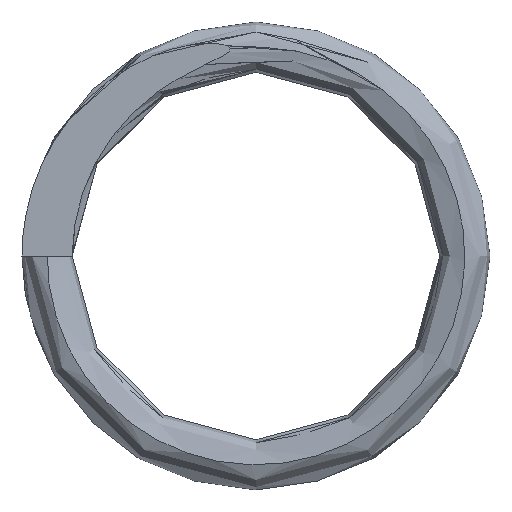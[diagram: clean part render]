
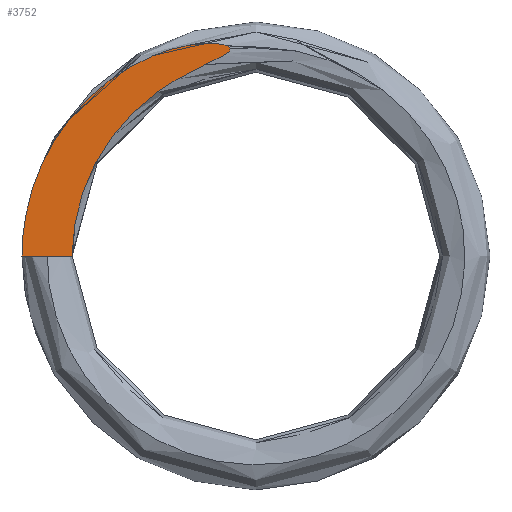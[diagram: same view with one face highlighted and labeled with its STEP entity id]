
A CAD part, left-side view. The second image highlights one B-rep face of the part: STEP entity #3752.
In plain terms, the highlighted planar face has unit normal (-1, 0, 0).
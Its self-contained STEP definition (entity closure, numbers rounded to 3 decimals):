
#38 = CARTESIAN_POINT ( 'NONE',  ( 0., 0.259, 2.068 ) ) ;
#178 = CARTESIAN_POINT ( 'NONE',  ( 0., 2.272, 0.555 ) ) ;
#200 = CARTESIAN_POINT ( 'NONE',  ( 0., 1.815, 0.23 ) ) ;
#222 = CARTESIAN_POINT ( 'NONE',  ( 0., 2.057, 1.063 ) ) ;
#384 = CARTESIAN_POINT ( 'NONE',  ( 0., 0.33, 2.102 ) ) ;
#396 = CARTESIAN_POINT ( 'NONE',  ( 0., 0., 0. ) ) ;
#467 = AXIS2_PLACEMENT_3D ( 'NONE', #396, #4232, #1160 ) ;
#529 = VERTEX_POINT ( 'NONE', #2095 ) ;
#543 = CARTESIAN_POINT ( 'NONE',  ( 0., 2.325, 0. ) ) ;
#566 = CARTESIAN_POINT ( 'NONE',  ( 0., 0.29, 2.013 ) ) ;
#615 = VECTOR ( 'NONE', #3847, 1000. ) ;
#743 = CARTESIAN_POINT ( 'NONE',  ( 0., 0.313, 2.098 ) ) ;
#860 = CARTESIAN_POINT ( 'NONE',  ( 0., 1.909, 1.296 ) ) ;
#904 = CARTESIAN_POINT ( 'NONE',  ( 0., 0.591, 2.107 ) ) ;
#928 = CARTESIAN_POINT ( 'NONE',  ( 0., 0.751, 1.778 ) ) ;
#1083 = CARTESIAN_POINT ( 'NONE',  ( 0., 0.266, 2.075 ) ) ;
#1160 = DIRECTION ( 'NONE',  ( 0., 0., -1. ) ) ;
#1185 = ORIENTED_EDGE ( 'NONE', *, *, #2520, .T. ) ;
#1200 = CARTESIAN_POINT ( 'NONE',  ( 0., 0.258, 2.059 ) ) ;
#1239 = CARTESIAN_POINT ( 'NONE',  ( 0., 1.503, 1.084 ) ) ;
#1264 = CARTESIAN_POINT ( 'NONE',  ( 0., 2.121, 0.938 ) ) ;
#1420 = CARTESIAN_POINT ( 'NONE',  ( 0., 0.382, 2.111 ) ) ;
#1559 = CARTESIAN_POINT ( 'NONE',  ( 0., 1.633, 1.604 ) ) ;
#1583 = CARTESIAN_POINT ( 'NONE',  ( 0., 0.927, 2.032 ) ) ;
#1607 = CARTESIAN_POINT ( 'NONE',  ( 0., 1.825, 0. ) ) ;
#1761 = LINE ( 'NONE', #3139, #615 ) ;
#1895 = CARTESIAN_POINT ( 'NONE',  ( 0., 0.442, 1.932 ) ) ;
#1917 = CARTESIAN_POINT ( 'NONE',  ( 0., 1.617, 0.886 ) ) ;
#1939 = CARTESIAN_POINT ( 'NONE',  ( 0., 0.268, 2.032 ) ) ;
#2062 = EDGE_CURVE ( 'NONE', #4217, #529, #1761, .T. ) ;
#2095 = CARTESIAN_POINT ( 'NONE',  ( 0., 2.325, 0. ) ) ;
#2142 = EDGE_CURVE ( 'NONE', #3943, #529, #2700, .T. ) ;
#2152 = CARTESIAN_POINT ( 'NONE',  ( 0., 0.258, 2.059 ) ) ;
#2188 = FACE_OUTER_BOUND ( 'NONE', #3203, .T. ) ;
#2229 = CARTESIAN_POINT ( 'NONE',  ( 0., 1.183, 1.921 ) ) ;
#2273 = CARTESIAN_POINT ( 'NONE',  ( 0., 0.302, 2.005 ) ) ;
#2296 = CARTESIAN_POINT ( 'NONE',  ( 0., 0.65, 1.832 ) ) ;
#2450 = CARTESIAN_POINT ( 'NONE',  ( 0., 0.289, 2.089 ) ) ;
#2483 = B_SPLINE_CURVE_WITH_KNOTS ( 'NONE', 3,
 ( #1607, #4000, #200, #2978, #2930, #2661, #1917, #1239, #3257, #4315, #4023, #928, #2296, #2589, #1895, #2613, #4336, #2273, #566, #1939, #3621, #1200 ),
 .UNSPECIFIED., .F., .F.,
 ( 4, 2, 2, 2, 2, 2, 2, 2, 2, 2, 4 ),
 ( 0., 0., 0.001, 0.001, 0.001, 0.002, 0.002, 0.003, 0.003, 0.003, 0.003 ),
 .UNSPECIFIED. ) ;
#2520 = EDGE_CURVE ( 'NONE', #4217, #3943, #2483, .T. ) ;
#2589 = CARTESIAN_POINT ( 'NONE',  ( 0., 0.494, 1.908 ) ) ;
#2613 = CARTESIAN_POINT ( 'NONE',  ( 0., 0.365, 1.97 ) ) ;
#2661 = CARTESIAN_POINT ( 'NONE',  ( 0., 1.665, 0.782 ) ) ;
#2700 = B_SPLINE_CURVE_WITH_KNOTS ( 'NONE', 3,
 ( #3487, #38, #1083, #4175, #2450, #743, #384, #1420, #2795, #3282, #904, #3977, #1583, #2229, #3665, #3327, #1559, #2906, #860, #222, #1264, #178, #4293, #543 ),
 .UNSPECIFIED., .F., .F.,
 ( 4, 2, 2, 2, 2, 2, 2, 2, 2, 2, 2, 4 ),
 ( 0.003, 0.003, 0.003, 0.003, 0.003, 0.003, 0.004, 0.004, 0.004, 0.005, 0.005, 0.006 ),
 .UNSPECIFIED. ) ;
#2795 = CARTESIAN_POINT ( 'NONE',  ( 0., 0.417, 2.113 ) ) ;
#2906 = CARTESIAN_POINT ( 'NONE',  ( 0., 1.824, 1.404 ) ) ;
#2930 = CARTESIAN_POINT ( 'NONE',  ( 0., 1.744, 0.568 ) ) ;
#2978 = CARTESIAN_POINT ( 'NONE',  ( 0., 1.774, 0.456 ) ) ;
#3139 = CARTESIAN_POINT ( 'NONE',  ( 0., 2.075, 0. ) ) ;
#3174 = PLANE ( 'NONE',  #467 ) ;
#3203 = EDGE_LOOP ( 'NONE', ( #3547, #1185, #3585 ) ) ;
#3257 = CARTESIAN_POINT ( 'NONE',  ( 0., 1.437, 1.18 ) ) ;
#3282 = CARTESIAN_POINT ( 'NONE',  ( 0., 0.521, 2.114 ) ) ;
#3327 = CARTESIAN_POINT ( 'NONE',  ( 0., 1.527, 1.695 ) ) ;
#3487 = CARTESIAN_POINT ( 'NONE',  ( 0., 0.258, 2.059 ) ) ;
#3547 = ORIENTED_EDGE ( 'NONE', *, *, #2062, .F. ) ;
#3585 = ORIENTED_EDGE ( 'NONE', *, *, #2142, .T. ) ;
#3621 = CARTESIAN_POINT ( 'NONE',  ( 0., 0.256, 2.044 ) ) ;
#3665 = CARTESIAN_POINT ( 'NONE',  ( 0., 1.303, 1.853 ) ) ;
#3752 = ADVANCED_FACE ( 'NONE', ( #2188 ), #3174, .F. ) ;
#3847 = DIRECTION ( 'NONE',  ( 0., 1., 0. ) ) ;
#3943 = VERTEX_POINT ( 'NONE', #2152 ) ;
#3977 = CARTESIAN_POINT ( 'NONE',  ( 0., 0.796, 2.073 ) ) ;
#4000 = CARTESIAN_POINT ( 'NONE',  ( 0., 1.825, 0.116 ) ) ;
#4018 = CARTESIAN_POINT ( 'NONE',  ( 0., 1.825, 0. ) ) ;
#4023 = CARTESIAN_POINT ( 'NONE',  ( 0., 1.043, 1.595 ) ) ;
#4175 = CARTESIAN_POINT ( 'NONE',  ( 0., 0.28, 2.085 ) ) ;
#4217 = VERTEX_POINT ( 'NONE', #4018 ) ;
#4232 = DIRECTION ( 'NONE',  ( 1., 0., 0. ) ) ;
#4293 = CARTESIAN_POINT ( 'NONE',  ( 0., 2.325, 0.278 ) ) ;
#4315 = CARTESIAN_POINT ( 'NONE',  ( 0., 1.219, 1.444 ) ) ;
#4336 = CARTESIAN_POINT ( 'NONE',  ( 0., 0.339, 1.983 ) ) ;
